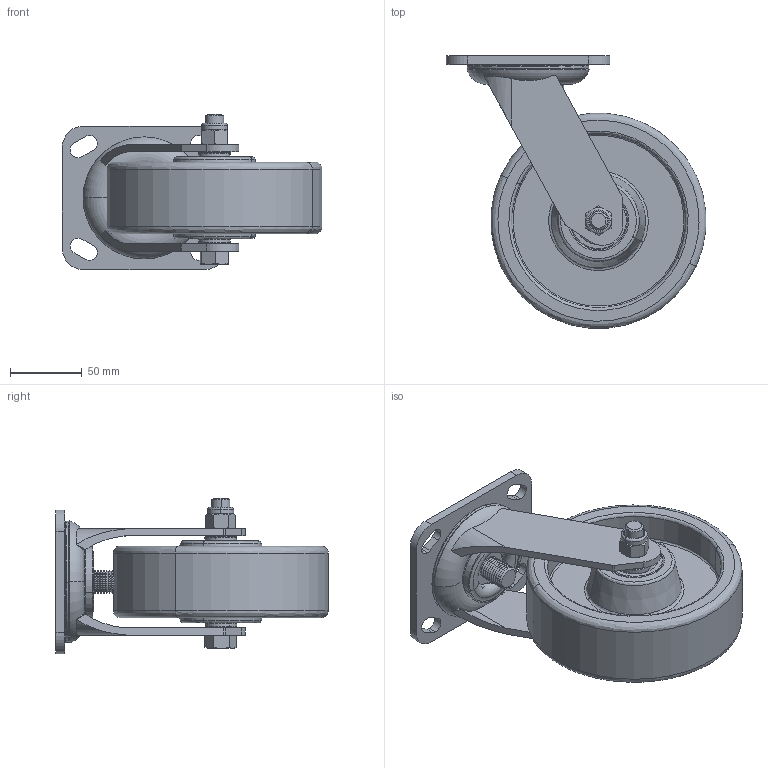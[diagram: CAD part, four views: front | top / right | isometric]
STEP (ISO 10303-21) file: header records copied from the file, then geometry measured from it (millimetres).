
FILE_DESCRIPTION (( 'STEP AP203' ), '1' );
FILE_NAME ('S6632.STEP', '2020-02-24T07:05:03', ( '' ), ( '' ), 'SwSTEP 2.0', 'SolidWorks 2013', '' );
FILE_SCHEMA (( 'CONFIG_CONTROL_DESIGN' ));
Length unit declared in the file: millimetre
Products named in the file (1): S6632
Bounding box: 180.71 x 189.48 x 108.25 mm (x, y, z)
Volume: 681661.5 mm3; surface area: 188097.7 mm2
Topology: 48 solids, 48 shells, 562 faces, 1353 edges, 835 vertices
Faces by surface type: cylinder 132, cone 122, plane 114, torus 81, sphere 72, bspline 41
Entity records: 17578 total; most frequent: CARTESIAN_POINT 5354, DIRECTION 2775, ORIENTED_EDGE 2346, AXIS2_PLACEMENT_3D 1204, EDGE_CURVE 1173, VERTEX_POINT 727, CIRCLE 682, EDGE_LOOP 614
